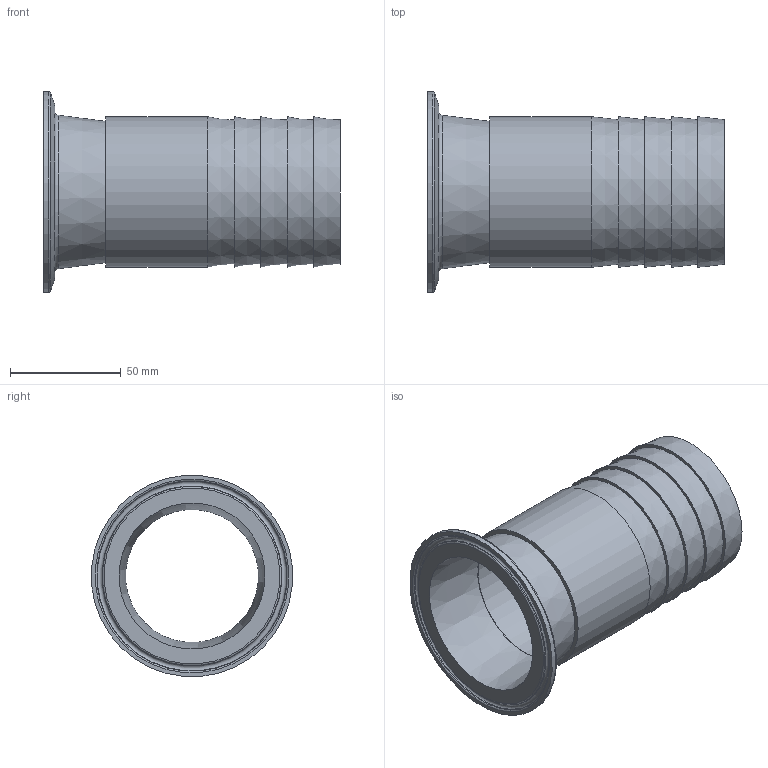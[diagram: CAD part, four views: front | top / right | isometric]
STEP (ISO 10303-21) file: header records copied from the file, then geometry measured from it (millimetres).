
FILE_DESCRIPTION(/* description */ (''),/* implementation_level */ '2;1');
FILE_NAME(/* name */ '26070065000.stp',/* time_stamp */ '2016-03-08T11:59:10+01:00',/* author */ ('Struska'),/* organization */ ('BUPOSPOL'),/* preprocessor_version */ 'ST-DEVELOPER v15.6',/* originating_system */ 'Autodesk Inventor 2015',/* authorisation */ '');
FILE_SCHEMA (('CONFIG_CONTROL_DESIGN'));
Length unit declared in the file: millimetre
Products named in the file (1): 26070065000
Bounding box: 134 x 90.66 x 90.66 mm (x, y, z)
Volume: 95399.5 mm3; surface area: 62017.5 mm2
Topology: 1 solids, 1 shells, 32 faces, 59 edges, 37 vertices
Faces by surface type: plane 10, cone 10, cylinder 7, torus 5
Full cylindrical faces by diameter (mm): 60.5 x1, 68 x5, 91 x1
Entity records: 704 total; most frequent: DIRECTION 130, CARTESIAN_POINT 97, AXIS2_PLACEMENT_3D 65, EDGE_LOOP 64, ORIENTED_EDGE 64, STYLED_ITEM 33, FACE_BOUND 32, FACE_OUTER_BOUND 32
